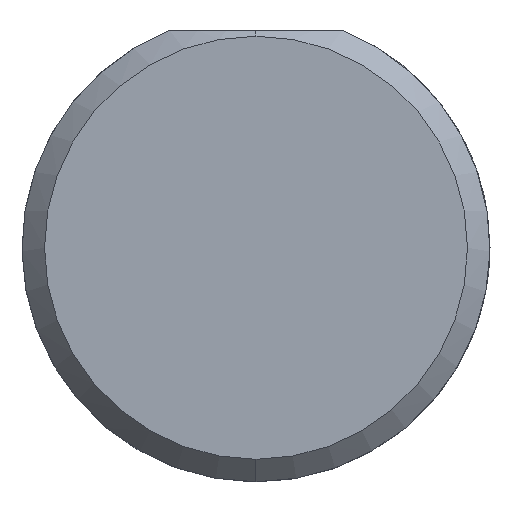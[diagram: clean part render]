
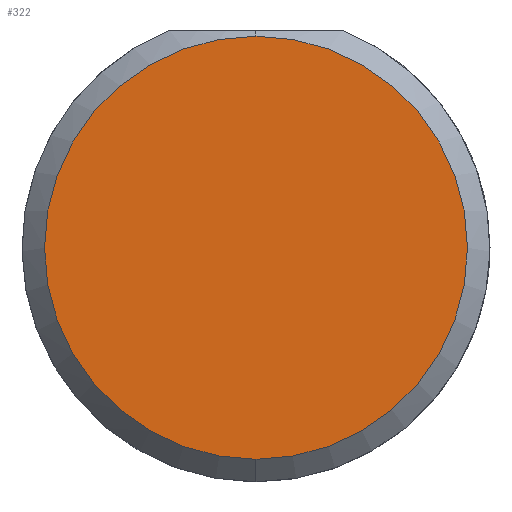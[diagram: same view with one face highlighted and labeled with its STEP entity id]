
A CAD part, left-side view. The second image highlights one B-rep face of the part: STEP entity #322.
In plain terms, the highlighted planar face has unit normal (-1, 0, 0).
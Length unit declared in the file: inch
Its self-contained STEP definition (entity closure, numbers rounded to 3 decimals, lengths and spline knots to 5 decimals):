
#43 = CARTESIAN_POINT ( 'NONE',  ( 0., 0., 0. ) ) ;
#66 = AXIS2_PLACEMENT_3D ( 'NONE', #454, #756, #607 ) ;
#67 = ORIENTED_EDGE ( 'NONE', *, *, #765, .T. ) ;
#84 = DIRECTION ( 'NONE',  ( 0., 0., -1. ) ) ;
#96 = VERTEX_POINT ( 'NONE', #483 ) ;
#223 = VERTEX_POINT ( 'NONE', #797 ) ;
#249 = DIRECTION ( 'NONE',  ( 0., 0., -1. ) ) ;
#266 = EDGE_CURVE ( 'NONE', #223, #96, #745, .T. ) ;
#322 = ADVANCED_FACE ( 'NONE', ( #545 ), #825, .F. ) ;
#436 = CARTESIAN_POINT ( 'NONE',  ( 0., 0., 0. ) ) ;
#454 = CARTESIAN_POINT ( 'NONE',  ( 0., 0., 0. ) ) ;
#483 = CARTESIAN_POINT ( 'NONE',  ( 0., 0., -0.1411 ) ) ;
#523 = EDGE_LOOP ( 'NONE', ( #67, #768 ) ) ;
#545 = FACE_OUTER_BOUND ( 'NONE', #523, .T. ) ;
#607 = DIRECTION ( 'NONE',  ( 0., 0., -1. ) ) ;
#614 = DIRECTION ( 'NONE',  ( 1., 0., 0. ) ) ;
#665 = CIRCLE ( 'NONE', #66, 0.1411 ) ;
#686 = AXIS2_PLACEMENT_3D ( 'NONE', #436, #722, #84 ) ;
#722 = DIRECTION ( 'NONE',  ( -1., 0., 0. ) ) ;
#745 = CIRCLE ( 'NONE', #686, 0.1411 ) ;
#756 = DIRECTION ( 'NONE',  ( -1., 0., 0. ) ) ;
#765 = EDGE_CURVE ( 'NONE', #96, #223, #665, .T. ) ;
#768 = ORIENTED_EDGE ( 'NONE', *, *, #266, .T. ) ;
#797 = CARTESIAN_POINT ( 'NONE',  ( 0., 0., 0.1411 ) ) ;
#825 = PLANE ( 'NONE',  #925 ) ;
#925 = AXIS2_PLACEMENT_3D ( 'NONE', #43, #614, #249 ) ;
